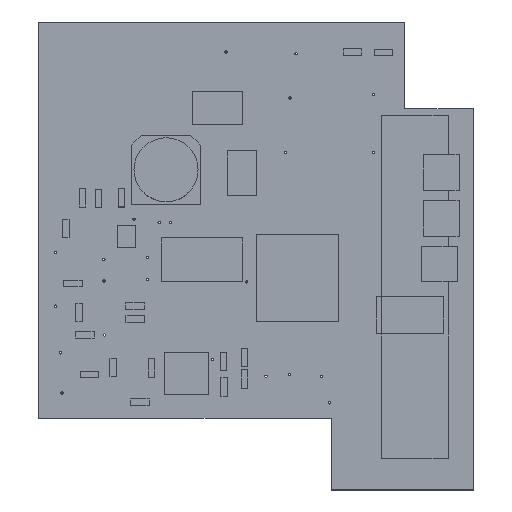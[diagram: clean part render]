
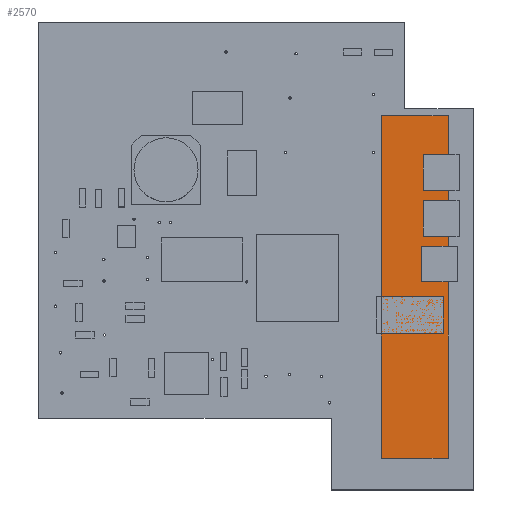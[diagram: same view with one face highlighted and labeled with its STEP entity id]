
A CAD part, top view. The second image highlights one B-rep face of the part: STEP entity #2570.
In plain terms, the highlighted planar face has unit normal (0, 0, 1).
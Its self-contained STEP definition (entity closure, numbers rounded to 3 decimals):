
#351=PLANE('',#2965);
#482=FACE_OUTER_BOUND('',#692,.T.);
#692=EDGE_LOOP('',(#2322,#2323,#2324,#2325));
#904=LINE('',#4367,#1130);
#907=LINE('',#4373,#1133);
#910=LINE('',#4379,#1136);
#913=LINE('',#4383,#1139);
#1130=VECTOR('',#3642,10.);
#1133=VECTOR('',#3647,10.);
#1136=VECTOR('',#3652,10.);
#1139=VECTOR('',#3657,10.);
#1422=VERTEX_POINT('',#4364);
#1423=VERTEX_POINT('',#4366);
#1425=VERTEX_POINT('',#4372);
#1427=VERTEX_POINT('',#4378);
#1720=EDGE_CURVE('',#1423,#1422,#904,.T.);
#1723=EDGE_CURVE('',#1425,#1423,#907,.T.);
#1726=EDGE_CURVE('',#1427,#1425,#910,.T.);
#1729=EDGE_CURVE('',#1422,#1427,#913,.T.);
#2322=ORIENTED_EDGE('',*,*,#1729,.T.);
#2323=ORIENTED_EDGE('',*,*,#1726,.T.);
#2324=ORIENTED_EDGE('',*,*,#1723,.T.);
#2325=ORIENTED_EDGE('',*,*,#1720,.T.);
#2570=ADVANCED_FACE('',(#482),#351,.T.);
#2965=AXIS2_PLACEMENT_3D('',#4384,#3658,#3659);
#3642=DIRECTION('',(-1.,0.,0.));
#3647=DIRECTION('',(0.,1.,0.));
#3652=DIRECTION('',(1.,0.,0.));
#3657=DIRECTION('',(0.,-1.,0.));
#3658=DIRECTION('center_axis',(0.,0.,1.));
#3659=DIRECTION('ref_axis',(1.,0.,0.));
#4364=CARTESIAN_POINT('',(-5.08,24.13,0.1));
#4366=CARTESIAN_POINT('',(5.08,24.13,0.1));
#4367=CARTESIAN_POINT('',(5.08,24.13,0.1));
#4372=CARTESIAN_POINT('',(5.08,-27.94,0.1));
#4373=CARTESIAN_POINT('',(5.08,-27.94,0.1));
#4378=CARTESIAN_POINT('',(-5.08,-27.94,0.1));
#4379=CARTESIAN_POINT('',(-5.08,-27.94,0.1));
#4383=CARTESIAN_POINT('',(-5.08,24.13,0.1));
#4384=CARTESIAN_POINT('Origin',(0.,-1.905,0.1));
